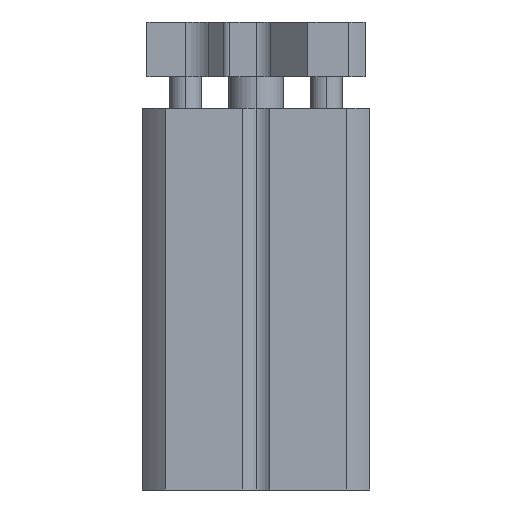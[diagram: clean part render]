
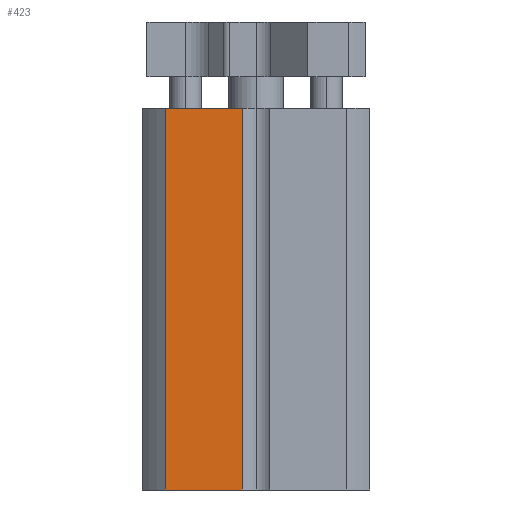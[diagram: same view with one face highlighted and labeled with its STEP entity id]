
A CAD part, left-side view. The second image highlights one B-rep face of the part: STEP entity #423.
In plain terms, the highlighted planar face has unit normal (-1, 0, 0).
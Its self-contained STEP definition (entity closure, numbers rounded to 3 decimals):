
#423=ADVANCED_FACE('',(#891),#892,.T.);
#891=FACE_OUTER_BOUND('',#1412,.T.);
#892=PLANE('',#1413);
#1412=EDGE_LOOP('',(#2459,#2460,#2461,#2462));
#1413=AXIS2_PLACEMENT_3D('',#2463,#2464,#2465);
#2459=ORIENTED_EDGE('',*,*,#3321,.T.);
#2460=ORIENTED_EDGE('',*,*,#3322,.T.);
#2461=ORIENTED_EDGE('',*,*,#3323,.T.);
#2462=ORIENTED_EDGE('',*,*,#3324,.T.);
#2463=CARTESIAN_POINT('',(-12.5,-12.5,56.355));
#2464=DIRECTION('',(-1.0,0.0,0.0));
#2465=DIRECTION('',(0.0,0.0,1.0));
#3321=EDGE_CURVE('',#4017,#4018,#4019,.T.);
#3322=EDGE_CURVE('',#4018,#4020,#4021,.T.);
#3323=EDGE_CURVE('',#4020,#4022,#4023,.T.);
#3324=EDGE_CURVE('',#4022,#4017,#4024,.T.);
#4017=VERTEX_POINT('',#5039);
#4018=VERTEX_POINT('',#5040);
#4019=LINE('',#5041,#5042);
#4020=VERTEX_POINT('',#5043);
#4021=LINE('',#5044,#5045);
#4022=VERTEX_POINT('',#5046);
#4023=LINE('',#5047,#5048);
#4024=LINE('',#5049,#5050);
#5039=CARTESIAN_POINT('',(-12.5,9.987,-21.0));
#5040=CARTESIAN_POINT('',(-12.5,1.5,-21.0));
#5041=CARTESIAN_POINT('',(-12.5,-12.5,-21.0));
#5042=VECTOR('',#5806,1.0);
#5043=CARTESIAN_POINT('',(-12.5,1.5,21.0));
#5044=CARTESIAN_POINT('',(-12.5,1.5,-21.0));
#5045=VECTOR('',#5807,1.0);
#5046=CARTESIAN_POINT('',(-12.5,9.987,21.0));
#5047=CARTESIAN_POINT('',(-12.5,-12.5,21.0));
#5048=VECTOR('',#5808,1.0);
#5049=CARTESIAN_POINT('',(-12.5,9.987,-21.0));
#5050=VECTOR('',#5809,1.0);
#5806=DIRECTION('',(0.0,-1.0,0.0));
#5807=DIRECTION('',(0.0,0.0,1.0));
#5808=DIRECTION('',(0.0,1.0,0.0));
#5809=DIRECTION('',(0.0,0.0,-1.0));
